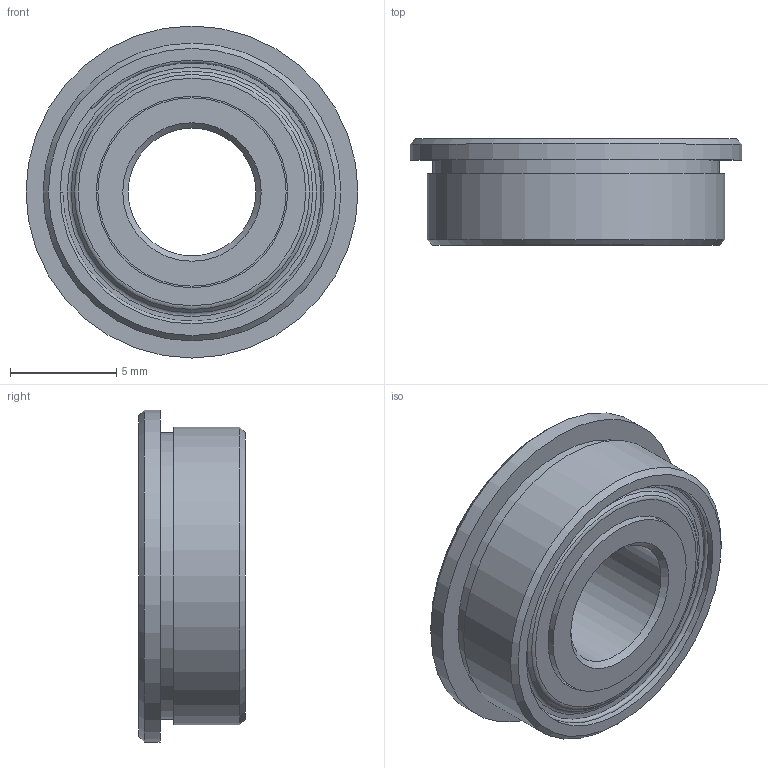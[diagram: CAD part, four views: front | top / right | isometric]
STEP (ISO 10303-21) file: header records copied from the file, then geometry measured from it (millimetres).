
FILE_DESCRIPTION( ( '' ), ' ' );
FILE_NAME( '5a2addbf5214870eedd3ebef.step', '2017-12-08T18:45:19', ( '' ), ( '' ), ' ', ' ', ' ' );
FILE_SCHEMA( ( 'AUTOMOTIVE_DESIGN { 1 0 10303 214 1 1 1 1 }' ) );
Length unit declared in the file: metre
Products named in the file (3): 1601-0014-0006
Bounding box: 15.6 x 5 x 15.6 mm (x, y, z)
Volume: 603.6 mm3; surface area: 932.8 mm2
Topology: 3 solids, 3 shells, 42 faces, 68 edges, 44 vertices
Faces by surface type: plane 18, cylinder 12, torus 6, cone 6
Full cylindrical faces by diameter (mm): 6 x1, 8.85 x2, 9.002 x2, 12.4 x2, 12.654 x2, 13.492 x1, 14 x1, 15.6 x1
Entity records: 1208 total; most frequent: DIRECTION 170, CARTESIAN_POINT 127, AXIS2_PLACEMENT_3D 85, EDGE_LOOP 80, ORIENTED_EDGE 80, FACE_OUTER_BOUND 60, STYLED_ITEM 42, PRESENTATION_STYLE_ASSIGNMENT 42
